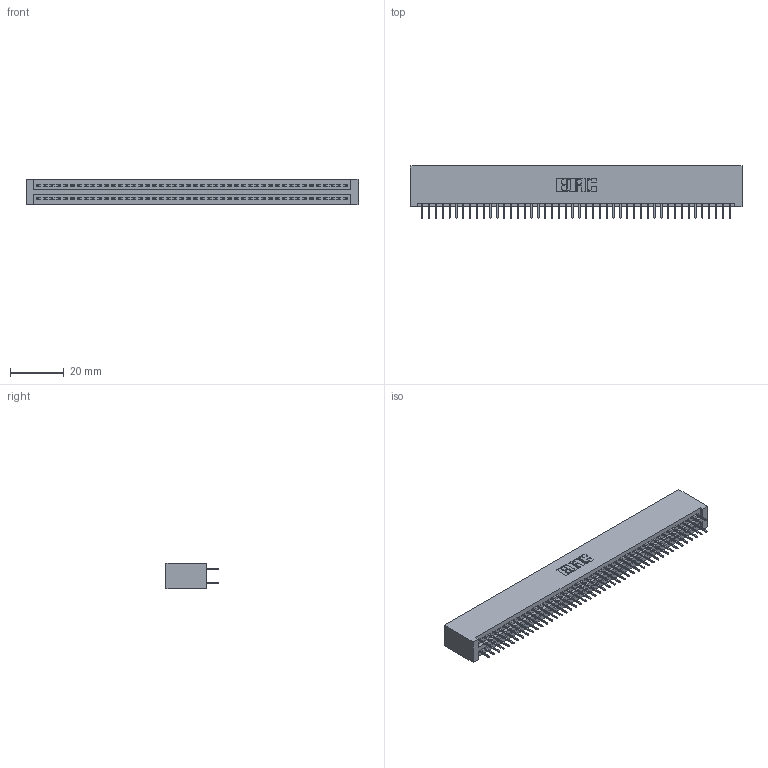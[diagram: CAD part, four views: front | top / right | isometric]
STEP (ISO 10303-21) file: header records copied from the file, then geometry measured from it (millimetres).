
FILE_DESCRIPTION (( 'STEP AP203' ), '1' );
FILE_NAME ('345-092-524-201.STEP', '2019-11-01T18:59:49', ( '' ), ( '' ), 'SwSTEP 2.0', 'SolidWorks 2016', '' );
FILE_SCHEMA (( 'CONFIG_CONTROL_DESIGN' ));
Length unit declared in the file: inch
Products named in the file (3): 345-292-001_345-293-124; 345 Part_No Mounting Lugs; 345-092-524-201
Assembly tree (93 placements, depth 2):
  345-092-524-201
    345 Part_No Mounting Lugs
    345-292-001_345-293-124  x92
Bounding box: 123.44 x 19.35 x 9.4 mm (x, y, z)
Volume: 12505.3 mm3; surface area: 18498.1 mm2
Topology: 93 solids, 93 shells, 5086 faces, 14393 edges, 9226 vertices
Faces by surface type: plane 3664, cylinder 1422
Entity records: 35351 total; most frequent: CARTESIAN_POINT 5920, ORIENTED_EDGE 5854, DIRECTION 5211, EDGE_CURVE 2927, VECTOR 2623, LINE 2623, VERTEX_POINT 1946, AXIS2_PLACEMENT_3D 1294
